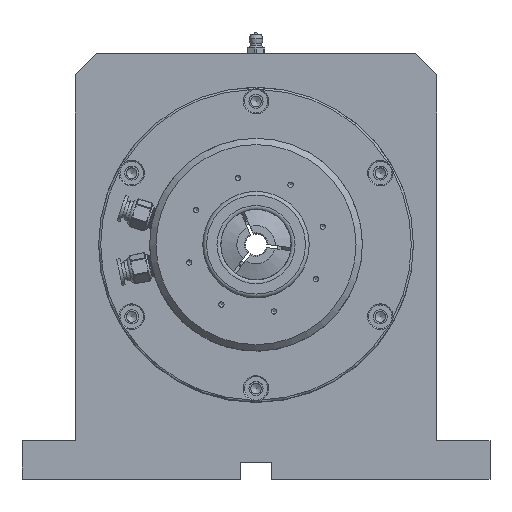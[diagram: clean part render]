
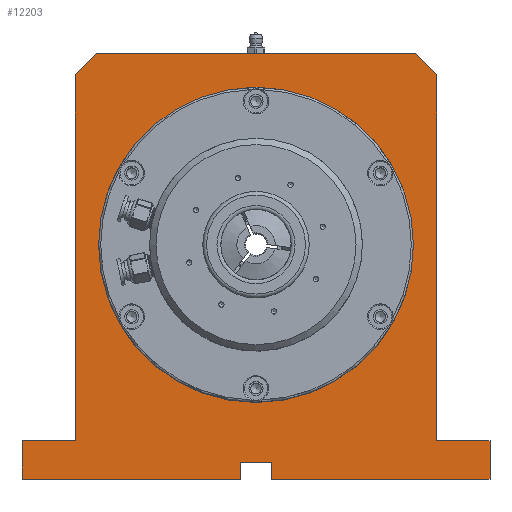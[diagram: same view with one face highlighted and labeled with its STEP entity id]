
A CAD part, top view. The second image highlights one B-rep face of the part: STEP entity #12203.
In plain terms, the highlighted planar face has unit normal (0, 0, 1).
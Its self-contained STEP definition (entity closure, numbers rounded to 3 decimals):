
#217 = ORIENTED_EDGE ( 'NONE', *, *, #47522, .T. ) ;
#1785 = CARTESIAN_POINT ( 'NONE',  ( 48.484, 138.208, 57.25 ) ) ;
#3240 = VERTEX_POINT ( 'NONE', #52879 ) ;
#3269 = DIRECTION ( 'NONE',  ( 1., 0., 0. ) ) ;
#3608 = VERTEX_POINT ( 'NONE', #5963 ) ;
#4453 = LINE ( 'NONE', #16967, #14699 ) ;
#5352 = EDGE_CURVE ( 'NONE', #42600, #27355, #32928, .T. ) ;
#5498 = DIRECTION ( 'NONE',  ( 0., 1., 0. ) ) ;
#5716 = LINE ( 'NONE', #43616, #21691 ) ;
#5963 = CARTESIAN_POINT ( 'NONE',  ( 73.484, -33.792, 57.25 ) ) ;
#6912 = LINE ( 'NONE', #1785, #49141 ) ;
#6980 = EDGE_LOOP ( 'NONE', ( #24089, #12157, #42049, #10368, #32830, #31086, #28921, #37633, #12934, #15118, #34303, #217, #43895, #39458 ) ) ;
#7474 = VERTEX_POINT ( 'NONE', #17440 ) ;
#7799 = CARTESIAN_POINT ( 'NONE',  ( 73.484, -51.792, 57.25 ) ) ;
#8432 = VERTEX_POINT ( 'NONE', #40637 ) ;
#8451 = CARTESIAN_POINT ( 'NONE',  ( -121.516, -33.792, 57.25 ) ) ;
#8972 = DIRECTION ( 'NONE',  ( 0., 1., 0. ) ) ;
#8992 = LINE ( 'NONE', #8451, #38428 ) ;
#9363 = CARTESIAN_POINT ( 'NONE',  ( -111.516, 148.208, 57.25 ) ) ;
#9511 = CIRCLE ( 'NONE', #41318, 45. ) ;
#9625 = EDGE_CURVE ( 'NONE', #34951, #36118, #5716, .T. ) ;
#9766 = CARTESIAN_POINT ( 'NONE',  ( -29.016, -43.792, 57.25 ) ) ;
#9906 = DIRECTION ( 'NONE',  ( -1., 0., 0. ) ) ;
#10368 = ORIENTED_EDGE ( 'NONE', *, *, #11859, .T. ) ;
#10945 = VECTOR ( 'NONE', #37724, 1000. ) ;
#11859 = EDGE_CURVE ( 'NONE', #3608, #3240, #20140, .T. ) ;
#12157 = ORIENTED_EDGE ( 'NONE', *, *, #53473, .T. ) ;
#12203 = ADVANCED_FACE ( 'NONE', ( #40882, #35835 ), #22666, .T. ) ;
#12590 = CARTESIAN_POINT ( 'NONE',  ( -121.516, -33.792, 57.25 ) ) ;
#12934 = ORIENTED_EDGE ( 'NONE', *, *, #46496, .T. ) ;
#13000 = DIRECTION ( 'NONE',  ( -1., 0., 0. ) ) ;
#13239 = LINE ( 'NONE', #52843, #21022 ) ;
#13332 = EDGE_CURVE ( 'NONE', #8432, #7474, #6912, .T. ) ;
#14664 = LINE ( 'NONE', #32097, #52552 ) ;
#14699 = VECTOR ( 'NONE', #55792, 1000. ) ;
#14711 = CARTESIAN_POINT ( 'NONE',  ( -29.016, -51.792, 57.25 ) ) ;
#14826 = VERTEX_POINT ( 'NONE', #19392 ) ;
#15118 = ORIENTED_EDGE ( 'NONE', *, *, #47583, .T. ) ;
#15591 = VERTEX_POINT ( 'NONE', #7799 ) ;
#15865 = CARTESIAN_POINT ( 'NONE',  ( 73.484, -33.792, 57.25 ) ) ;
#16817 = VECTOR ( 'NONE', #46227, 1000. ) ;
#16967 = CARTESIAN_POINT ( 'NONE',  ( 73.484, -51.792, 57.25 ) ) ;
#17440 = CARTESIAN_POINT ( 'NONE',  ( 38.484, 148.208, 57.25 ) ) ;
#17963 = DIRECTION ( 'NONE',  ( 0., -1., 0. ) ) ;
#18069 = CARTESIAN_POINT ( 'NONE',  ( 73.484, -33.792, 57.25 ) ) ;
#18595 = EDGE_CURVE ( 'NONE', #3240, #8432, #35487, .T. ) ;
#19392 = CARTESIAN_POINT ( 'NONE',  ( -111.516, 148.208, 57.25 ) ) ;
#19424 = LINE ( 'NONE', #45942, #16817 ) ;
#19465 = EDGE_LOOP ( 'NONE', ( #41451 ) ) ;
#19882 = CARTESIAN_POINT ( 'NONE',  ( -44.016, -43.792, 57.25 ) ) ;
#20140 = LINE ( 'NONE', #15865, #54493 ) ;
#20361 = CARTESIAN_POINT ( 'NONE',  ( -36.516, 58.208, 57.25 ) ) ;
#20434 = DIRECTION ( 'NONE',  ( -1., 0., 0. ) ) ;
#21011 = CARTESIAN_POINT ( 'NONE',  ( 8.484, 58.208, 57.25 ) ) ;
#21022 = VECTOR ( 'NONE', #43996, 1000. ) ;
#21691 = VECTOR ( 'NONE', #17963, 1000. ) ;
#22504 = CARTESIAN_POINT ( 'NONE',  ( 73.484, -51.792, 57.25 ) ) ;
#22666 = PLANE ( 'NONE',  #31801 ) ;
#23543 = LINE ( 'NONE', #9363, #46013 ) ;
#24089 = ORIENTED_EDGE ( 'NONE', *, *, #28709, .F. ) ;
#24447 = VERTEX_POINT ( 'NONE', #21011 ) ;
#26487 = CARTESIAN_POINT ( 'NONE',  ( -29.016, -43.792, 57.25 ) ) ;
#26684 = EDGE_CURVE ( 'NONE', #15591, #3608, #36299, .T. ) ;
#27355 = VERTEX_POINT ( 'NONE', #36604 ) ;
#28709 = EDGE_CURVE ( 'NONE', #46343, #56065, #37098, .T. ) ;
#28912 = CARTESIAN_POINT ( 'NONE',  ( -44.016, -43.792, 57.25 ) ) ;
#28921 = ORIENTED_EDGE ( 'NONE', *, *, #52816, .T. ) ;
#29150 = VECTOR ( 'NONE', #5498, 1000. ) ;
#29547 = VERTEX_POINT ( 'NONE', #12590 ) ;
#31086 = ORIENTED_EDGE ( 'NONE', *, *, #13332, .T. ) ;
#31203 = DIRECTION ( 'NONE',  ( 0., 1., 0. ) ) ;
#31801 = AXIS2_PLACEMENT_3D ( 'NONE', #53458, #40054, #45171 ) ;
#32097 = CARTESIAN_POINT ( 'NONE',  ( -44.016, -43.792, 57.25 ) ) ;
#32830 = ORIENTED_EDGE ( 'NONE', *, *, #18595, .T. ) ;
#32928 = LINE ( 'NONE', #28912, #10945 ) ;
#34303 = ORIENTED_EDGE ( 'NONE', *, *, #9625, .T. ) ;
#34951 = VERTEX_POINT ( 'NONE', #35929 ) ;
#35487 = LINE ( 'NONE', #52845, #47412 ) ;
#35667 = DIRECTION ( 'NONE',  ( 1., 0., 0. ) ) ;
#35835 = FACE_OUTER_BOUND ( 'NONE', #6980, .T. ) ;
#35929 = CARTESIAN_POINT ( 'NONE',  ( -146.516, -33.792, 57.25 ) ) ;
#36118 = VERTEX_POINT ( 'NONE', #36517 ) ;
#36196 = VECTOR ( 'NONE', #8972, 1000. ) ;
#36299 = LINE ( 'NONE', #18069, #36196 ) ;
#36517 = CARTESIAN_POINT ( 'NONE',  ( -146.516, -51.792, 57.25 ) ) ;
#36604 = CARTESIAN_POINT ( 'NONE',  ( -44.016, -51.792, 57.25 ) ) ;
#37098 = LINE ( 'NONE', #9766, #29150 ) ;
#37633 = ORIENTED_EDGE ( 'NONE', *, *, #51414, .T. ) ;
#37724 = DIRECTION ( 'NONE',  ( 0., -1., 0. ) ) ;
#38428 = VECTOR ( 'NONE', #13000, 1000. ) ;
#39458 = ORIENTED_EDGE ( 'NONE', *, *, #56018, .F. ) ;
#40054 = DIRECTION ( 'NONE',  ( 0., 0., 1. ) ) ;
#40354 = CARTESIAN_POINT ( 'NONE',  ( -121.516, 138.208, 57.25 ) ) ;
#40637 = CARTESIAN_POINT ( 'NONE',  ( 48.484, 138.208, 57.25 ) ) ;
#40882 = FACE_BOUND ( 'NONE', #19465, .T. ) ;
#41318 = AXIS2_PLACEMENT_3D ( 'NONE', #20361, #41432, #3269 ) ;
#41432 = DIRECTION ( 'NONE',  ( 0., 0., -1. ) ) ;
#41451 = ORIENTED_EDGE ( 'NONE', *, *, #51012, .T. ) ;
#42049 = ORIENTED_EDGE ( 'NONE', *, *, #26684, .T. ) ;
#42129 = VERTEX_POINT ( 'NONE', #40354 ) ;
#42600 = VERTEX_POINT ( 'NONE', #19882 ) ;
#43193 = VECTOR ( 'NONE', #35667, 1000. ) ;
#43616 = CARTESIAN_POINT ( 'NONE',  ( -146.516, -33.792, 57.25 ) ) ;
#43895 = ORIENTED_EDGE ( 'NONE', *, *, #5352, .F. ) ;
#43996 = DIRECTION ( 'NONE',  ( 0., -1., 0. ) ) ;
#45171 = DIRECTION ( 'NONE',  ( 1., 0., 0. ) ) ;
#45942 = CARTESIAN_POINT ( 'NONE',  ( -121.516, 138.208, 57.25 ) ) ;
#46013 = VECTOR ( 'NONE', #9906, 1000. ) ;
#46227 = DIRECTION ( 'NONE',  ( -0.707, -0.707, 0. ) ) ;
#46343 = VERTEX_POINT ( 'NONE', #14711 ) ;
#46496 = EDGE_CURVE ( 'NONE', #42129, #29547, #13239, .T. ) ;
#47412 = VECTOR ( 'NONE', #31203, 1000. ) ;
#47522 = EDGE_CURVE ( 'NONE', #36118, #27355, #4453, .T. ) ;
#47583 = EDGE_CURVE ( 'NONE', #29547, #34951, #8992, .T. ) ;
#48454 = LINE ( 'NONE', #22504, #43193 ) ;
#49141 = VECTOR ( 'NONE', #50792, 1000. ) ;
#49428 = DIRECTION ( 'NONE',  ( -1., 0., 0. ) ) ;
#50792 = DIRECTION ( 'NONE',  ( -0.707, 0.707, 0. ) ) ;
#51012 = EDGE_CURVE ( 'NONE', #24447, #24447, #9511, .T. ) ;
#51414 = EDGE_CURVE ( 'NONE', #14826, #42129, #19424, .T. ) ;
#52552 = VECTOR ( 'NONE', #49428, 1000. ) ;
#52816 = EDGE_CURVE ( 'NONE', #7474, #14826, #23543, .T. ) ;
#52843 = CARTESIAN_POINT ( 'NONE',  ( -121.516, 138.208, 57.25 ) ) ;
#52845 = CARTESIAN_POINT ( 'NONE',  ( 48.484, 138.208, 57.25 ) ) ;
#52879 = CARTESIAN_POINT ( 'NONE',  ( 48.484, -33.792, 57.25 ) ) ;
#53458 = CARTESIAN_POINT ( 'NONE',  ( -36.516, -51.792, 57.25 ) ) ;
#53473 = EDGE_CURVE ( 'NONE', #46343, #15591, #48454, .T. ) ;
#54493 = VECTOR ( 'NONE', #20434, 1000. ) ;
#55792 = DIRECTION ( 'NONE',  ( 1., 0., 0. ) ) ;
#56018 = EDGE_CURVE ( 'NONE', #56065, #42600, #14664, .T. ) ;
#56065 = VERTEX_POINT ( 'NONE', #26487 ) ;
